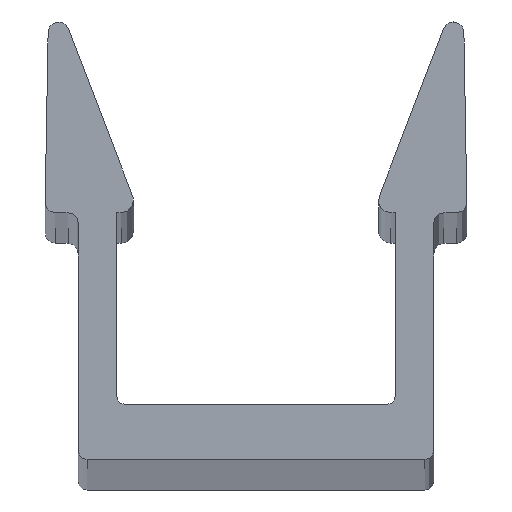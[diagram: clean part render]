
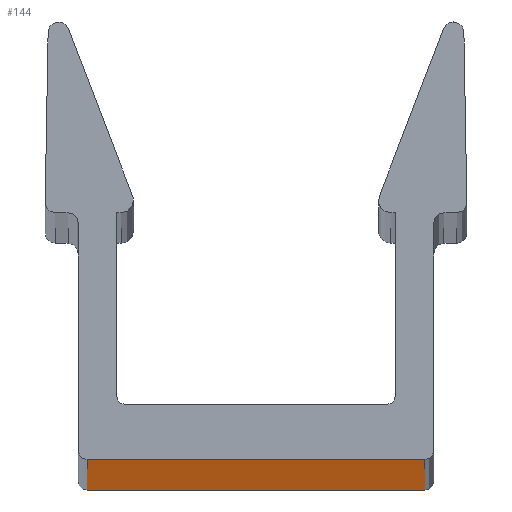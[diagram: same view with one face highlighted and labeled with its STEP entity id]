
A CAD part, top view. The second image highlights one B-rep face of the part: STEP entity #144.
In plain terms, the highlighted planar face has unit normal (0, -1, 0).
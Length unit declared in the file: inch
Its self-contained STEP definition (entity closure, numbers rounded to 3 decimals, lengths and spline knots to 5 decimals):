
#1 = VECTOR ( 'NONE', #146, 39.37008 ) ;
#20 = DIRECTION ( 'NONE',  ( 0., 0., 1. ) ) ;
#24 = VECTOR ( 'NONE', #94, 39.37008 ) ;
#94 = DIRECTION ( 'NONE',  ( 0., 0., 1. ) ) ;
#134 = EDGE_CURVE ( 'NONE', #839, #993, #936, .T. ) ;
#144 = ADVANCED_FACE ( 'NONE', ( #431 ), #862, .T. ) ;
#146 = DIRECTION ( 'NONE',  ( 1., 0., 0. ) ) ;
#264 = VERTEX_POINT ( 'NONE', #932 ) ;
#272 = VECTOR ( 'NONE', #20, 39.37008 ) ;
#409 = LINE ( 'NONE', #1035, #618 ) ;
#431 = FACE_OUTER_BOUND ( 'NONE', #920, .T. ) ;
#484 = CARTESIAN_POINT ( 'NONE',  ( 0.19315, 0., 0. ) ) ;
#495 = VERTEX_POINT ( 'NONE', #1083 ) ;
#496 = ORIENTED_EDGE ( 'NONE', *, *, #858, .T. ) ;
#504 = EDGE_CURVE ( 'NONE', #495, #839, #979, .T. ) ;
#517 = CARTESIAN_POINT ( 'NONE',  ( -0.19315, 0., -20. ) ) ;
#570 = CARTESIAN_POINT ( 'NONE',  ( 0.19315, 0., -20. ) ) ;
#599 = DIRECTION ( 'NONE',  ( 0., -1., 0. ) ) ;
#618 = VECTOR ( 'NONE', #670, 39.37008 ) ;
#670 = DIRECTION ( 'NONE',  ( 1., 0., 0. ) ) ;
#726 = CARTESIAN_POINT ( 'NONE',  ( -0.19315, 0., -20. ) ) ;
#779 = CARTESIAN_POINT ( 'NONE',  ( -0.19315, 0., 0. ) ) ;
#785 = CARTESIAN_POINT ( 'NONE',  ( -0.19315, 0., 0. ) ) ;
#839 = VERTEX_POINT ( 'NONE', #779 ) ;
#858 = EDGE_CURVE ( 'NONE', #495, #264, #409, .T. ) ;
#862 = PLANE ( 'NONE',  #1101 ) ;
#896 = ORIENTED_EDGE ( 'NONE', *, *, #504, .F. ) ;
#920 = EDGE_LOOP ( 'NONE', ( #1074, #896, #496, #987 ) ) ;
#932 = CARTESIAN_POINT ( 'NONE',  ( 0.19315, 0., -20. ) ) ;
#936 = LINE ( 'NONE', #785, #1 ) ;
#946 = EDGE_CURVE ( 'NONE', #264, #993, #958, .T. ) ;
#958 = LINE ( 'NONE', #570, #272 ) ;
#979 = LINE ( 'NONE', #726, #24 ) ;
#987 = ORIENTED_EDGE ( 'NONE', *, *, #946, .T. ) ;
#993 = VERTEX_POINT ( 'NONE', #484 ) ;
#1035 = CARTESIAN_POINT ( 'NONE',  ( -0.19315, 0., -20. ) ) ;
#1074 = ORIENTED_EDGE ( 'NONE', *, *, #134, .F. ) ;
#1083 = CARTESIAN_POINT ( 'NONE',  ( -0.19315, 0., -20. ) ) ;
#1101 = AXIS2_PLACEMENT_3D ( 'NONE', #517, #599, #1129 ) ;
#1129 = DIRECTION ( 'NONE',  ( 0., 0., -1. ) ) ;
